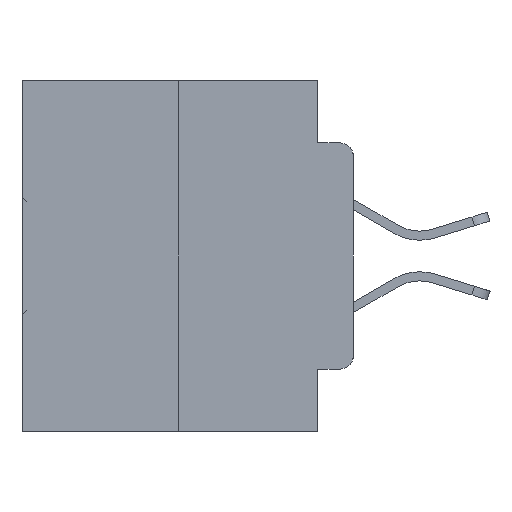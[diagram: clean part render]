
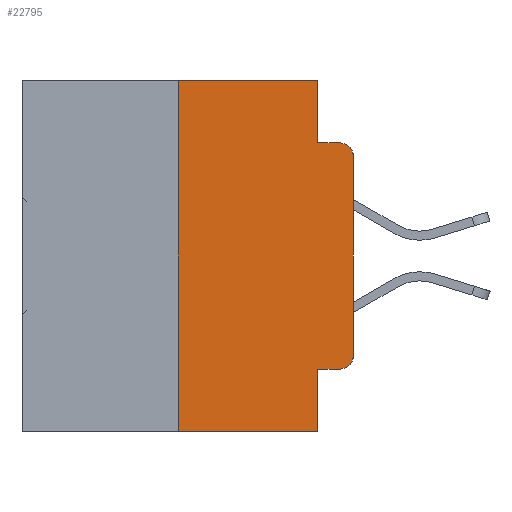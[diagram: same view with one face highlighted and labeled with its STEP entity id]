
A CAD part, left-side view. The second image highlights one B-rep face of the part: STEP entity #22795.
In plain terms, the highlighted planar face has unit normal (-1, 0, 0).
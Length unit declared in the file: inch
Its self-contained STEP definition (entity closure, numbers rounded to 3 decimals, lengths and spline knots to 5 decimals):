
#338 = CIRCLE ( 'NONE', #12317, 0.02 ) ;
#405 = DIRECTION ( 'NONE',  ( 0., 0., -1. ) ) ;
#820 = ORIENTED_EDGE ( 'NONE', *, *, #23861, .F. ) ;
#822 = DIRECTION ( 'NONE',  ( 0., -1., 0. ) ) ;
#1058 = DIRECTION ( 'NONE',  ( 0., 0., -1. ) ) ;
#1476 = DIRECTION ( 'NONE',  ( 1., 0., 0. ) ) ;
#2321 = CARTESIAN_POINT ( 'NONE',  ( 0., 0.473, 0. ) ) ;
#2890 = CARTESIAN_POINT ( 'NONE',  ( 0., 0.051, -0.4115 ) ) ;
#3001 = LINE ( 'NONE', #2321, #24669 ) ;
#3506 = CARTESIAN_POINT ( 'NONE',  ( 0., 0.02, -0.3915 ) ) ;
#3613 = CARTESIAN_POINT ( 'NONE',  ( 0., 0.051, -0.0885 ) ) ;
#3871 = PLANE ( 'NONE',  #13853 ) ;
#4212 = CARTESIAN_POINT ( 'NONE',  ( 0., 0.473, 0. ) ) ;
#4489 = VECTOR ( 'NONE', #26774, 39.37008 ) ;
#6249 = CARTESIAN_POINT ( 'NONE',  ( 0., 0.25, 0. ) ) ;
#6294 = VECTOR ( 'NONE', #8115, 39.37008 ) ;
#6526 = EDGE_LOOP ( 'NONE', ( #30031, #20598, #10756, #14165, #27126, #820, #15866, #29370, #12009, #6987 ) ) ;
#6987 = ORIENTED_EDGE ( 'NONE', *, *, #26659, .T. ) ;
#7701 = CARTESIAN_POINT ( 'NONE',  ( 0., 0.051, -0.0885 ) ) ;
#7781 = DIRECTION ( 'NONE',  ( 0., -1., 0. ) ) ;
#8010 = VECTOR ( 'NONE', #822, 39.37008 ) ;
#8115 = DIRECTION ( 'NONE',  ( 0., 0., -1. ) ) ;
#9917 = VERTEX_POINT ( 'NONE', #7701 ) ;
#10125 = DIRECTION ( 'NONE',  ( 0., 0., 1. ) ) ;
#10161 = VERTEX_POINT ( 'NONE', #32851 ) ;
#10613 = VECTOR ( 'NONE', #10125, 39.37008 ) ;
#10743 = DIRECTION ( 'NONE',  ( 0., -1., 0. ) ) ;
#10756 = ORIENTED_EDGE ( 'NONE', *, *, #18041, .F. ) ;
#10808 = CARTESIAN_POINT ( 'NONE',  ( 0., 0.051, -0.5 ) ) ;
#11014 = LINE ( 'NONE', #22346, #6294 ) ;
#11135 = DIRECTION ( 'NONE',  ( -1., 0., 0. ) ) ;
#11694 = AXIS2_PLACEMENT_3D ( 'NONE', #23718, #11135, #405 ) ;
#11701 = EDGE_CURVE ( 'NONE', #14381, #17449, #3001, .T. ) ;
#11879 = FACE_OUTER_BOUND ( 'NONE', #6526, .T. ) ;
#11957 = LINE ( 'NONE', #3613, #4489 ) ;
#12009 = ORIENTED_EDGE ( 'NONE', *, *, #20864, .T. ) ;
#12317 = AXIS2_PLACEMENT_3D ( 'NONE', #3506, #27625, #31924 ) ;
#12515 = VERTEX_POINT ( 'NONE', #31304 ) ;
#13030 = EDGE_CURVE ( 'NONE', #12515, #29376, #11014, .T. ) ;
#13853 = AXIS2_PLACEMENT_3D ( 'NONE', #4212, #1476, #32621 ) ;
#13906 = EDGE_CURVE ( 'NONE', #30171, #17046, #24322, .T. ) ;
#14165 = ORIENTED_EDGE ( 'NONE', *, *, #25479, .F. ) ;
#14295 = CARTESIAN_POINT ( 'NONE',  ( 0., 0., 0. ) ) ;
#14381 = VERTEX_POINT ( 'NONE', #6249 ) ;
#14859 = LINE ( 'NONE', #27274, #30188 ) ;
#15866 = ORIENTED_EDGE ( 'NONE', *, *, #27445, .T. ) ;
#16350 = LINE ( 'NONE', #2890, #27845 ) ;
#17046 = VERTEX_POINT ( 'NONE', #27293 ) ;
#17208 = VECTOR ( 'NONE', #18722, 39.37008 ) ;
#17449 = VERTEX_POINT ( 'NONE', #18642 ) ;
#18041 = EDGE_CURVE ( 'NONE', #9917, #18892, #11957, .T. ) ;
#18626 = CARTESIAN_POINT ( 'NONE',  ( 0., 0.02, -0.4115 ) ) ;
#18642 = CARTESIAN_POINT ( 'NONE',  ( 0., 0.051, 0. ) ) ;
#18722 = DIRECTION ( 'NONE',  ( 0., 0., 1. ) ) ;
#18892 = VERTEX_POINT ( 'NONE', #26987 ) ;
#19753 = CARTESIAN_POINT ( 'NONE',  ( 0., 0., -0.3915 ) ) ;
#20598 = ORIENTED_EDGE ( 'NONE', *, *, #25255, .T. ) ;
#20864 = EDGE_CURVE ( 'NONE', #12515, #29443, #16350, .T. ) ;
#22346 = CARTESIAN_POINT ( 'NONE',  ( 0., 0.051, 0. ) ) ;
#22532 = CIRCLE ( 'NONE', #11694, 0.02 ) ;
#22795 = ADVANCED_FACE ( 'NONE', ( #11879 ), #3871, .F. ) ;
#23042 = LINE ( 'NONE', #33427, #10613 ) ;
#23718 = CARTESIAN_POINT ( 'NONE',  ( 0., 0.02, -0.1085 ) ) ;
#23861 = EDGE_CURVE ( 'NONE', #10161, #14381, #23042, .T. ) ;
#24141 = CARTESIAN_POINT ( 'NONE',  ( 0., 0.473, -0.5 ) ) ;
#24322 = LINE ( 'NONE', #14295, #17208 ) ;
#24669 = VECTOR ( 'NONE', #7781, 39.37008 ) ;
#25255 = EDGE_CURVE ( 'NONE', #17046, #18892, #22532, .T. ) ;
#25479 = EDGE_CURVE ( 'NONE', #17449, #9917, #14859, .T. ) ;
#26659 = EDGE_CURVE ( 'NONE', #29443, #30171, #338, .T. ) ;
#26710 = LINE ( 'NONE', #24141, #8010 ) ;
#26774 = DIRECTION ( 'NONE',  ( 0., -1., 0. ) ) ;
#26987 = CARTESIAN_POINT ( 'NONE',  ( 0., 0.02, -0.0885 ) ) ;
#27126 = ORIENTED_EDGE ( 'NONE', *, *, #11701, .F. ) ;
#27274 = CARTESIAN_POINT ( 'NONE',  ( 0., 0.051, 0. ) ) ;
#27293 = CARTESIAN_POINT ( 'NONE',  ( 0., 0., -0.1085 ) ) ;
#27445 = EDGE_CURVE ( 'NONE', #10161, #29376, #26710, .T. ) ;
#27625 = DIRECTION ( 'NONE',  ( -1., 0., 0. ) ) ;
#27845 = VECTOR ( 'NONE', #10743, 39.37008 ) ;
#29370 = ORIENTED_EDGE ( 'NONE', *, *, #13030, .F. ) ;
#29376 = VERTEX_POINT ( 'NONE', #10808 ) ;
#29443 = VERTEX_POINT ( 'NONE', #18626 ) ;
#30031 = ORIENTED_EDGE ( 'NONE', *, *, #13906, .T. ) ;
#30171 = VERTEX_POINT ( 'NONE', #19753 ) ;
#30188 = VECTOR ( 'NONE', #1058, 39.37008 ) ;
#31304 = CARTESIAN_POINT ( 'NONE',  ( 0., 0.051, -0.4115 ) ) ;
#31924 = DIRECTION ( 'NONE',  ( 0., 0., -1. ) ) ;
#32621 = DIRECTION ( 'NONE',  ( 0., 0., -1. ) ) ;
#32851 = CARTESIAN_POINT ( 'NONE',  ( 0., 0.25, -0.5 ) ) ;
#33427 = CARTESIAN_POINT ( 'NONE',  ( 0., 0.25, 0. ) ) ;
